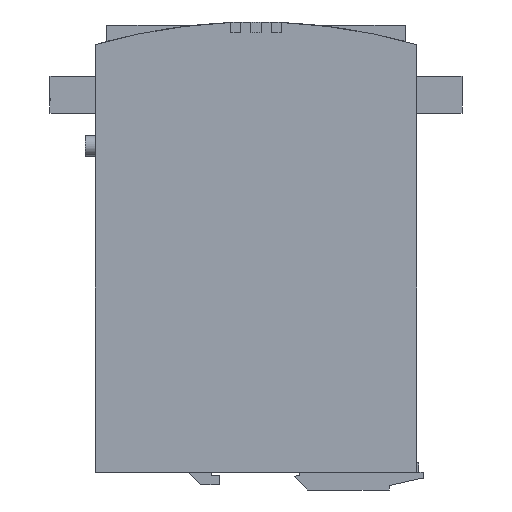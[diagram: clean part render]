
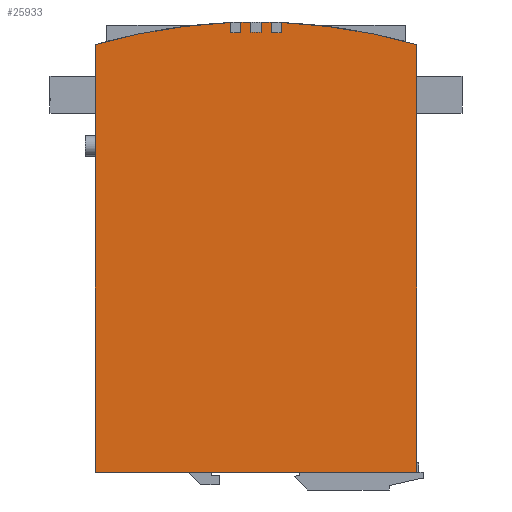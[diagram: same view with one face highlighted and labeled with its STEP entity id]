
A CAD part, left-side view. The second image highlights one B-rep face of the part: STEP entity #25933.
In plain terms, the highlighted planar face has unit normal (-1, 0, 0).
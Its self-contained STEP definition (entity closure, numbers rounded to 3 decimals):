
#212 = AXIS2_PLACEMENT_3D ( 'NONE', #15351, #5468, #18765 ) ;
#788 = CARTESIAN_POINT ( 'NONE',  ( -28.5, -10., 19.783 ) ) ;
#1380 = DIRECTION ( 'NONE',  ( 1., 0., 0. ) ) ;
#1719 = DIRECTION ( 'NONE',  ( 0., 0., 1. ) ) ;
#1745 = VERTEX_POINT ( 'NONE', #5134 ) ;
#1925 = LINE ( 'NONE', #5235, #36165 ) ;
#2441 = CIRCLE ( 'NONE', #16127, 226. ) ;
#2629 = EDGE_CURVE ( 'NONE', #37456, #24788, #7921, .T. ) ;
#3378 = DIRECTION ( 'NONE',  ( 1., 0., 0. ) ) ;
#3892 = VERTEX_POINT ( 'NONE', #10467 ) ;
#4689 = DIRECTION ( 'NONE',  ( 0., 0., 1. ) ) ;
#5064 = ORIENTED_EDGE ( 'NONE', *, *, #10542, .F. ) ;
#5134 = CARTESIAN_POINT ( 'NONE',  ( -28.5, -2., 19.991 ) ) ;
#5235 = CARTESIAN_POINT ( 'NONE',  ( -28.5, -6., 15.92 ) ) ;
#5318 = LINE ( 'NONE', #22649, #38002 ) ;
#5468 = DIRECTION ( 'NONE',  ( 1., 0., 0. ) ) ;
#6291 = VECTOR ( 'NONE', #11867, 1000. ) ;
#7011 = VERTEX_POINT ( 'NONE', #31610 ) ;
#7284 = CARTESIAN_POINT ( 'NONE',  ( -28.5, 0., -210. ) ) ;
#7429 = CARTESIAN_POINT ( 'NONE',  ( -28.5, 0., -210. ) ) ;
#7855 = CARTESIAN_POINT ( 'NONE',  ( -28.5, -2., 15.991 ) ) ;
#7921 = LINE ( 'NONE', #35448, #29837 ) ;
#8066 = DIRECTION ( 'NONE',  ( 1., 0., 0. ) ) ;
#9720 = VERTEX_POINT ( 'NONE', #29967 ) ;
#10220 = VECTOR ( 'NONE', #4689, 1000. ) ;
#10467 = CARTESIAN_POINT ( 'NONE',  ( -28.5, -6., 15.92 ) ) ;
#10542 = EDGE_CURVE ( 'NONE', #31048, #19152, #12458, .T. ) ;
#10748 = DIRECTION ( 'NONE',  ( 0., 0., -1. ) ) ;
#11058 = ORIENTED_EDGE ( 'NONE', *, *, #35443, .F. ) ;
#11282 = LINE ( 'NONE', #32050, #28070 ) ;
#11473 = DIRECTION ( 'NONE',  ( 0., 0., -1. ) ) ;
#11618 = CARTESIAN_POINT ( 'NONE',  ( -28.5, 10., 15.779 ) ) ;
#11867 = DIRECTION ( 'NONE',  ( 0., 0., -1. ) ) ;
#11988 = DIRECTION ( 'NONE',  ( 0., 0., -1. ) ) ;
#12322 = VERTEX_POINT ( 'NONE', #42033 ) ;
#12458 = LINE ( 'NONE', #25099, #6291 ) ;
#12830 = ORIENTED_EDGE ( 'NONE', *, *, #34447, .F. ) ;
#13214 = ORIENTED_EDGE ( 'NONE', *, *, #35258, .F. ) ;
#13247 = ORIENTED_EDGE ( 'NONE', *, *, #30830, .F. ) ;
#13764 = ORIENTED_EDGE ( 'NONE', *, *, #20201, .F. ) ;
#14153 = VERTEX_POINT ( 'NONE', #17128 ) ;
#14222 = DIRECTION ( 'NONE',  ( 0., 0., -1. ) ) ;
#14739 = ORIENTED_EDGE ( 'NONE', *, *, #27838, .F. ) ;
#14815 = ORIENTED_EDGE ( 'NONE', *, *, #24300, .F. ) ;
#14977 = CARTESIAN_POINT ( 'NONE',  ( -28.5, 63.5, -158.15 ) ) ;
#15246 = DIRECTION ( 'NONE',  ( 0., 0., -1. ) ) ;
#15351 = CARTESIAN_POINT ( 'NONE',  ( -28.5, 0., -210. ) ) ;
#15898 = CARTESIAN_POINT ( 'NONE',  ( -28.5, 0., -210. ) ) ;
#16029 = DIRECTION ( 'NONE',  ( 0., 0., -1. ) ) ;
#16127 = AXIS2_PLACEMENT_3D ( 'NONE', #7284, #29945, #36119 ) ;
#16147 = CARTESIAN_POINT ( 'NONE',  ( -28.5, 2., 15.991 ) ) ;
#16460 = VERTEX_POINT ( 'NONE', #16147 ) ;
#17128 = CARTESIAN_POINT ( 'NONE',  ( -28.5, 6., 19.922 ) ) ;
#17254 = CIRCLE ( 'NONE', #33175, 226. ) ;
#17887 = AXIS2_PLACEMENT_3D ( 'NONE', #21023, #8066, #14222 ) ;
#18442 = DIRECTION ( 'NONE',  ( 0., 0., 1. ) ) ;
#18765 = DIRECTION ( 'NONE',  ( 0., 0., -1. ) ) ;
#19039 = EDGE_CURVE ( 'NONE', #16460, #38206, #27489, .T. ) ;
#19152 = VERTEX_POINT ( 'NONE', #11618 ) ;
#19198 = VECTOR ( 'NONE', #11473, 1000. ) ;
#19305 = FACE_OUTER_BOUND ( 'NONE', #39531, .T. ) ;
#20201 = EDGE_CURVE ( 'NONE', #38206, #36607, #17254, .T. ) ;
#20851 = EDGE_CURVE ( 'NONE', #14153, #24421, #40635, .T. ) ;
#21023 = CARTESIAN_POINT ( 'NONE',  ( -28.5, 0., -210. ) ) ;
#21264 = VERTEX_POINT ( 'NONE', #22715 ) ;
#21562 = CARTESIAN_POINT ( 'NONE',  ( -28.5, 0., -210. ) ) ;
#21734 = LINE ( 'NONE', #30384, #19198 ) ;
#22161 = AXIS2_PLACEMENT_3D ( 'NONE', #21562, #37969, #1719 ) ;
#22389 = ORIENTED_EDGE ( 'NONE', *, *, #22709, .F. ) ;
#22441 = LINE ( 'NONE', #27226, #10220 ) ;
#22649 = CARTESIAN_POINT ( 'NONE',  ( -28.5, -2., 15.991 ) ) ;
#22709 = EDGE_CURVE ( 'NONE', #38421, #12322, #24660, .T. ) ;
#22715 = CARTESIAN_POINT ( 'NONE',  ( -28.5, 63.5, 11.061 ) ) ;
#24107 = CARTESIAN_POINT ( 'NONE',  ( -28.5, 0., -210. ) ) ;
#24300 = EDGE_CURVE ( 'NONE', #9720, #14153, #22441, .T. ) ;
#24335 = ORIENTED_EDGE ( 'NONE', *, *, #25987, .F. ) ;
#24421 = VERTEX_POINT ( 'NONE', #24824 ) ;
#24660 = LINE ( 'NONE', #31158, #37925 ) ;
#24788 = VERTEX_POINT ( 'NONE', #788 ) ;
#24824 = CARTESIAN_POINT ( 'NONE',  ( -28.5, 2., 19.991 ) ) ;
#25099 = CARTESIAN_POINT ( 'NONE',  ( -28.5, 10., 15.779 ) ) ;
#25111 = VECTOR ( 'NONE', #40892, 1000. ) ;
#25652 = VERTEX_POINT ( 'NONE', #37556 ) ;
#25933 = ADVANCED_FACE ( 'NONE', ( #19305 ), #35840, .F. ) ;
#25987 = EDGE_CURVE ( 'NONE', #19152, #9720, #2441, .T. ) ;
#26212 = CIRCLE ( 'NONE', #35275, 230. ) ;
#27226 = CARTESIAN_POINT ( 'NONE',  ( -28.5, 6., 15.92 ) ) ;
#27489 = CIRCLE ( 'NONE', #22161, 226. ) ;
#27838 = EDGE_CURVE ( 'NONE', #24788, #25652, #26212, .T. ) ;
#28070 = VECTOR ( 'NONE', #11988, 1000. ) ;
#28346 = CARTESIAN_POINT ( 'NONE',  ( -28.5, 0., 16. ) ) ;
#28441 = ORIENTED_EDGE ( 'NONE', *, *, #28997, .F. ) ;
#28997 = EDGE_CURVE ( 'NONE', #12322, #21264, #38881, .T. ) ;
#29738 = CARTESIAN_POINT ( 'NONE',  ( -28.5, -63.5, -158.15 ) ) ;
#29837 = VECTOR ( 'NONE', #42242, 1000. ) ;
#29945 = DIRECTION ( 'NONE',  ( 1., 0., 0. ) ) ;
#29967 = CARTESIAN_POINT ( 'NONE',  ( -28.5, 6., 15.92 ) ) ;
#30384 = CARTESIAN_POINT ( 'NONE',  ( -28.5, 2., 15.991 ) ) ;
#30561 = CIRCLE ( 'NONE', #40022, 230. ) ;
#30830 = EDGE_CURVE ( 'NONE', #25652, #38421, #11282, .T. ) ;
#31048 = VERTEX_POINT ( 'NONE', #32893 ) ;
#31158 = CARTESIAN_POINT ( 'NONE',  ( -28.5, 63.5, -158.15 ) ) ;
#31370 = DIRECTION ( 'NONE',  ( 1., 0., 0. ) ) ;
#31433 = EDGE_CURVE ( 'NONE', #1745, #7011, #30561, .T. ) ;
#31521 = CARTESIAN_POINT ( 'NONE',  ( -28.5, 0., -210. ) ) ;
#31610 = CARTESIAN_POINT ( 'NONE',  ( -28.5, -6., 19.922 ) ) ;
#32050 = CARTESIAN_POINT ( 'NONE',  ( -28.5, -63.5, -158.15 ) ) ;
#32235 = DIRECTION ( 'NONE',  ( 0., 0., -1. ) ) ;
#32264 = DIRECTION ( 'NONE',  ( 1., 0., 0. ) ) ;
#32893 = CARTESIAN_POINT ( 'NONE',  ( -28.5, 10., 19.783 ) ) ;
#32968 = EDGE_CURVE ( 'NONE', #24421, #16460, #21734, .T. ) ;
#33175 = AXIS2_PLACEMENT_3D ( 'NONE', #24107, #1380, #40607 ) ;
#34296 = ORIENTED_EDGE ( 'NONE', *, *, #2629, .F. ) ;
#34398 = ORIENTED_EDGE ( 'NONE', *, *, #31433, .F. ) ;
#34447 = EDGE_CURVE ( 'NONE', #21264, #31048, #41486, .T. ) ;
#35217 = ORIENTED_EDGE ( 'NONE', *, *, #20851, .F. ) ;
#35258 = EDGE_CURVE ( 'NONE', #36607, #1745, #5318, .T. ) ;
#35275 = AXIS2_PLACEMENT_3D ( 'NONE', #7429, #40501, #10748 ) ;
#35443 = EDGE_CURVE ( 'NONE', #7011, #3892, #1925, .T. ) ;
#35448 = CARTESIAN_POINT ( 'NONE',  ( -28.5, -10., 15.779 ) ) ;
#35670 = CARTESIAN_POINT ( 'NONE',  ( -28.5, 0., -210. ) ) ;
#35791 = DIRECTION ( 'NONE',  ( 0., 0., 1. ) ) ;
#35840 = PLANE ( 'NONE',  #38788 ) ;
#35936 = ORIENTED_EDGE ( 'NONE', *, *, #40551, .F. ) ;
#36119 = DIRECTION ( 'NONE',  ( 0., 0., 1. ) ) ;
#36165 = VECTOR ( 'NONE', #15246, 1000. ) ;
#36607 = VERTEX_POINT ( 'NONE', #7855 ) ;
#37456 = VERTEX_POINT ( 'NONE', #37555 ) ;
#37555 = CARTESIAN_POINT ( 'NONE',  ( -28.5, -10., 15.779 ) ) ;
#37556 = CARTESIAN_POINT ( 'NONE',  ( -28.5, -63.5, 11.061 ) ) ;
#37743 = DIRECTION ( 'NONE',  ( 0., 1., 0. ) ) ;
#37925 = VECTOR ( 'NONE', #37743, 1000. ) ;
#37969 = DIRECTION ( 'NONE',  ( 1., 0., 0. ) ) ;
#38002 = VECTOR ( 'NONE', #35791, 1000. ) ;
#38028 = ORIENTED_EDGE ( 'NONE', *, *, #19039, .F. ) ;
#38206 = VERTEX_POINT ( 'NONE', #28346 ) ;
#38421 = VERTEX_POINT ( 'NONE', #29738 ) ;
#38755 = CIRCLE ( 'NONE', #40044, 226. ) ;
#38788 = AXIS2_PLACEMENT_3D ( 'NONE', #15898, #32264, #16029 ) ;
#38881 = LINE ( 'NONE', #14977, #25111 ) ;
#39531 = EDGE_LOOP ( 'NONE', ( #24335, #5064, #12830, #28441, #22389, #13247, #14739, #34296, #35936, #11058, #34398, #13214, #13764, #38028, #40487, #35217, #14815 ) ) ;
#40022 = AXIS2_PLACEMENT_3D ( 'NONE', #35670, #3378, #32235 ) ;
#40044 = AXIS2_PLACEMENT_3D ( 'NONE', #31521, #31370, #18442 ) ;
#40487 = ORIENTED_EDGE ( 'NONE', *, *, #32968, .F. ) ;
#40501 = DIRECTION ( 'NONE',  ( 1., 0., 0. ) ) ;
#40551 = EDGE_CURVE ( 'NONE', #3892, #37456, #38755, .T. ) ;
#40607 = DIRECTION ( 'NONE',  ( 0., 0., 1. ) ) ;
#40635 = CIRCLE ( 'NONE', #17887, 230. ) ;
#40892 = DIRECTION ( 'NONE',  ( 0., 0., 1. ) ) ;
#41486 = CIRCLE ( 'NONE', #212, 230. ) ;
#42033 = CARTESIAN_POINT ( 'NONE',  ( -28.5, 63.5, -158.15 ) ) ;
#42242 = DIRECTION ( 'NONE',  ( 0., 0., 1. ) ) ;
